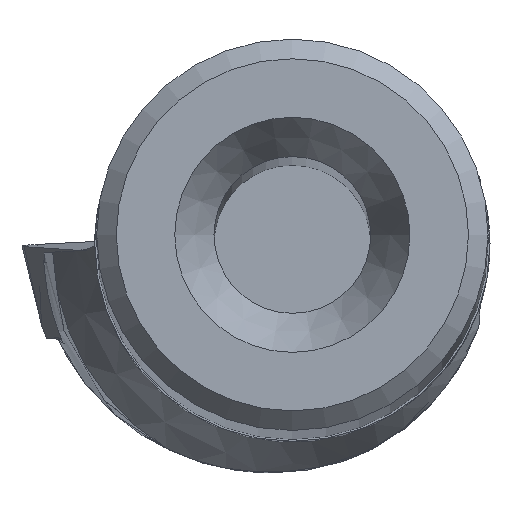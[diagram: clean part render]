
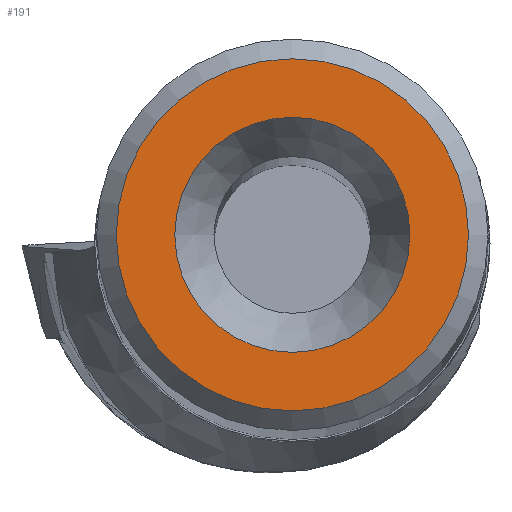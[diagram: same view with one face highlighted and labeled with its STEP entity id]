
A CAD part, top view. The second image highlights one B-rep face of the part: STEP entity #191.
In plain terms, the highlighted planar face has unit normal (0, 0, 1).
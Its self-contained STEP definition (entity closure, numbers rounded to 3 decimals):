
#191=ADVANCED_FACE('',(#371,#372),#225,.T.);
#225=PLANE('',#971);
#371=FACE_BOUND('',#415,.T.);
#372=FACE_BOUND('',#416,.T.);
#415=EDGE_LOOP('',(#541));
#416=EDGE_LOOP('',(#542));
#541=ORIENTED_EDGE('',*,*,#790,.F.);
#542=ORIENTED_EDGE('',*,*,#791,.T.);
#703=VERTEX_POINT('',#1496);
#704=VERTEX_POINT('',#1498);
#790=EDGE_CURVE('',#703,#703,#850,.T.);
#791=EDGE_CURVE('',#704,#704,#851,.T.);
#850=CIRCLE('',#969,3.);
#851=CIRCLE('',#970,4.494);
#969=AXIS2_PLACEMENT_3D('',#1495,#1129,#1130);
#970=AXIS2_PLACEMENT_3D('',#1497,#1131,#1132);
#971=AXIS2_PLACEMENT_3D('',#1499,#1133,#1134);
#1129=DIRECTION('',(0.,0.,1.));
#1130=DIRECTION('',(1.,0.,0.));
#1131=DIRECTION('',(0.,0.,1.));
#1132=DIRECTION('',(1.,0.,0.));
#1133=DIRECTION('',(0.,0.,1.));
#1134=DIRECTION('',(1.,0.,0.));
#1495=CARTESIAN_POINT('',(0.,0.,0.));
#1496=CARTESIAN_POINT('',(3.,0.,0.));
#1497=CARTESIAN_POINT('',(0.,0.,0.));
#1498=CARTESIAN_POINT('',(4.494,0.,0.));
#1499=CARTESIAN_POINT('',(0.,0.,0.));
